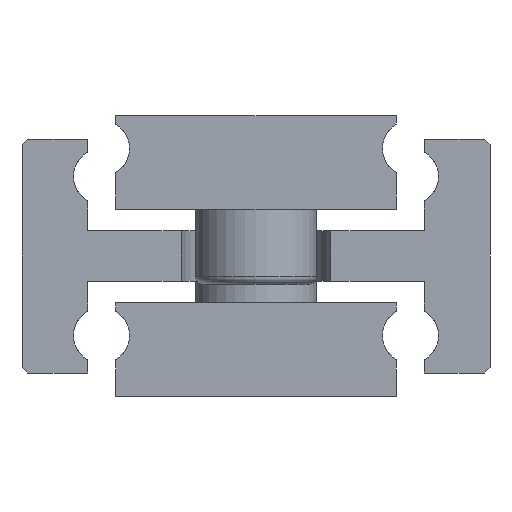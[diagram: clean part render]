
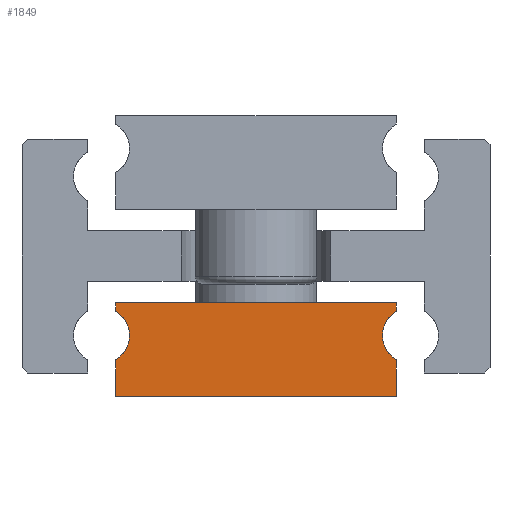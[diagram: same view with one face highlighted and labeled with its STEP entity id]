
A CAD part, front view. The second image highlights one B-rep face of the part: STEP entity #1849.
In plain terms, the highlighted face is planar.
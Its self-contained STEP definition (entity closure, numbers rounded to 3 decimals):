
#113=PLANE('',#2069);
#214=FACE_OUTER_BOUND('',#327,.T.);
#327=EDGE_LOOP('',(#1523,#1524,#1525,#1526,#1527,#1528,#1529,#1530));
#490=LINE('',#3266,#645);
#495=LINE('',#3275,#650);
#496=LINE('',#3278,#651);
#497=LINE('',#3279,#652);
#498=LINE('',#3281,#653);
#499=LINE('',#3282,#654);
#645=VECTOR('',#2477,3.902);
#650=VECTOR('',#2484,0.902);
#651=VECTOR('',#2487,30.);
#652=VECTOR('',#2488,0.902);
#653=VECTOR('',#2489,3.902);
#654=VECTOR('',#2490,30.);
#715=CIRCLE('',#2034,3.);
#718=CIRCLE('',#2040,3.);
#864=VERTEX_POINT('',#3115);
#865=VERTEX_POINT('',#3116);
#876=VERTEX_POINT('',#3173);
#877=VERTEX_POINT('',#3175);
#894=VERTEX_POINT('',#3265);
#897=VERTEX_POINT('',#3273);
#898=VERTEX_POINT('',#3277);
#899=VERTEX_POINT('',#3280);
#1075=EDGE_CURVE('',#864,#865,#715,.T.);
#1087=EDGE_CURVE('',#877,#876,#718,.T.);
#1115=EDGE_CURVE('',#877,#894,#490,.T.);
#1120=EDGE_CURVE('',#897,#876,#495,.T.);
#1121=EDGE_CURVE('',#898,#897,#496,.T.);
#1122=EDGE_CURVE('',#864,#898,#497,.T.);
#1123=EDGE_CURVE('',#899,#865,#498,.T.);
#1124=EDGE_CURVE('',#894,#899,#499,.T.);
#1523=ORIENTED_EDGE('',*,*,#1087,.T.);
#1524=ORIENTED_EDGE('',*,*,#1120,.F.);
#1525=ORIENTED_EDGE('',*,*,#1121,.F.);
#1526=ORIENTED_EDGE('',*,*,#1122,.F.);
#1527=ORIENTED_EDGE('',*,*,#1075,.T.);
#1528=ORIENTED_EDGE('',*,*,#1123,.F.);
#1529=ORIENTED_EDGE('',*,*,#1124,.F.);
#1530=ORIENTED_EDGE('',*,*,#1115,.F.);
#1849=ADVANCED_FACE('',(#214),#113,.T.);
#2034=AXIS2_PLACEMENT_3D('',#3117,#2395,#2396);
#2040=AXIS2_PLACEMENT_3D('',#3176,#2412,#2413);
#2069=AXIS2_PLACEMENT_3D('',#3276,#2485,#2486);
#2395=DIRECTION('center_axis',(0.,-1.,0.));
#2396=DIRECTION('ref_axis',(1.,0.,0.));
#2412=DIRECTION('center_axis',(0.,-1.,0.));
#2413=DIRECTION('ref_axis',(1.,0.,0.));
#2477=DIRECTION('',(0.,0.,1.));
#2484=DIRECTION('',(0.,0.,1.));
#2485=DIRECTION('center_axis',(0.,1.,0.));
#2486=DIRECTION('ref_axis',(0.,0.,1.));
#2487=DIRECTION('',(1.,0.,0.));
#2488=DIRECTION('',(0.,0.,-1.));
#2489=DIRECTION('',(0.,0.,-1.));
#2490=DIRECTION('',(-1.,0.,0.));
#3115=CARTESIAN_POINT('',(-15.,50.,-2.598));
#3116=CARTESIAN_POINT('',(-15.,50.,2.598));
#3117=CARTESIAN_POINT('Origin',(-16.5,50.,0.));
#3173=CARTESIAN_POINT('',(15.,50.,-2.598));
#3175=CARTESIAN_POINT('',(15.,50.,2.598));
#3176=CARTESIAN_POINT('Origin',(16.5,50.,0.));
#3265=CARTESIAN_POINT('',(15.,50.,6.5));
#3266=CARTESIAN_POINT('',(15.,50.,2.598));
#3273=CARTESIAN_POINT('',(15.,50.,-3.5));
#3275=CARTESIAN_POINT('',(15.,50.,-3.5));
#3276=CARTESIAN_POINT('Origin',(0.,50.,1.5));
#3277=CARTESIAN_POINT('',(-15.,50.,-3.5));
#3278=CARTESIAN_POINT('',(-15.,50.,-3.5));
#3279=CARTESIAN_POINT('',(-15.,50.,-2.598));
#3280=CARTESIAN_POINT('',(-15.,50.,6.5));
#3281=CARTESIAN_POINT('',(-15.,50.,6.5));
#3282=CARTESIAN_POINT('',(15.,50.,6.5));
